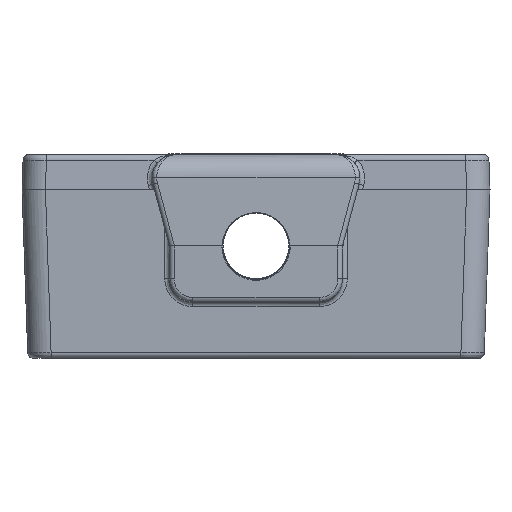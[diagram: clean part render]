
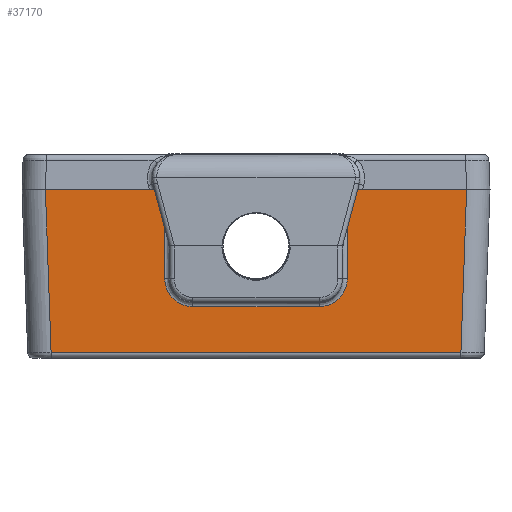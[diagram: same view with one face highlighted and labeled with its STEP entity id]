
A CAD part, left-side view. The second image highlights one B-rep face of the part: STEP entity #37170.
In plain terms, the highlighted planar face has unit normal (-1, 0, -0.018).
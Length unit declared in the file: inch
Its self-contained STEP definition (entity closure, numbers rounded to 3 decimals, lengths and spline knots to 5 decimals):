
#144 = ORIENTED_EDGE ( 'NONE', *, *, #173415, .F. ) ;
#817 = DIRECTION ( 'NONE',  ( 0.017, 0.035, -0.999 ) ) ;
#3797 = VECTOR ( 'NONE', #108225, 39.37008 ) ;
#5764 = ORIENTED_EDGE ( 'NONE', *, *, #209836, .F. ) ;
#11318 = CARTESIAN_POINT ( 'NONE',  ( -2.26417, -0.37677, -0.19816 ) ) ;
#12617 = EDGE_CURVE ( 'NONE', #201727, #39504, #90693, .T. ) ;
#21746 = DIRECTION ( 'NONE',  ( 0., 1., 0. ) ) ;
#24003 = LINE ( 'NONE', #111132, #96781 ) ;
#26554 = CARTESIAN_POINT ( 'NONE',  ( -2.26672, -0.4875, -0.05206 ) ) ;
#28074 = CARTESIAN_POINT ( 'NONE',  ( -2.26637, -0.4875, -0.0717 ) ) ;
#28703 = EDGE_CURVE ( 'NONE', #233227, #119053, #48913, .T. ) ;
#29034 = VECTOR ( 'NONE', #126752, 39.37008 ) ;
#29233 = CARTESIAN_POINT ( 'NONE',  ( -2.2641, -0.35714, -0.20203 ) ) ;
#29945 = CARTESIAN_POINT ( 'NONE',  ( -2.26672, 0.4875, -0.05206 ) ) ;
#34043 = VERTEX_POINT ( 'NONE', #165575 ) ;
#37170 = ADVANCED_FACE ( 'NONE', ( #42261 ), #150795, .F. ) ;
#39169 = LINE ( 'NONE', #111884, #126353 ) ;
#39504 = VERTEX_POINT ( 'NONE', #106992 ) ;
#41713 = VECTOR ( 'NONE', #21746, 39.37008 ) ;
#42261 = FACE_OUTER_BOUND ( 'NONE', #146300, .T. ) ;
#48913 = LINE ( 'NONE', #230235, #163926 ) ;
#51972 = ORIENTED_EDGE ( 'NONE', *, *, #232109, .F. ) ;
#54087 = CARTESIAN_POINT ( 'NONE',  ( -2.275, -1.375, 0.4225 ) ) ;
#54484 = VERTEX_POINT ( 'NONE', #149012 ) ;
#54729 = EDGE_CURVE ( 'NONE', #59046, #164551, #136517, .T. ) ;
#59046 = VERTEX_POINT ( 'NONE', #134578 ) ;
#59789 = DIRECTION ( 'NONE',  ( -0.017, 0.035, 0.999 ) ) ;
#66206 = ORIENTED_EDGE ( 'NONE', *, *, #54729, .F. ) ;
#70424 = CARTESIAN_POINT ( 'NONE',  ( -2.2641, 0.3375, -0.20206 ) ) ;
#71382 = VECTOR ( 'NONE', #817, 39.37008 ) ;
#72386 = LINE ( 'NONE', #104648, #71382 ) ;
#74587 = ORIENTED_EDGE ( 'NONE', *, *, #28703, .F. ) ;
#77752 = LINE ( 'NONE', #185169, #41713 ) ;
#89484 = CARTESIAN_POINT ( 'NONE',  ( -2.26443, 0.41305, -0.18314 ) ) ;
#90693 = B_SPLINE_CURVE_WITH_KNOTS ( 'NONE', 3,
 ( #29945, #103871, #121703, #194517, #106184, #231479, #89484, #105032, #177842, #70424 ),
 .UNSPECIFIED., .F., .F.,
 ( 4, 2, 2, 2, 4 ),
 ( 0., 0.25, 0.5, 0.75, 1. ),
 .UNSPECIFIED. ) ;
#91216 = DIRECTION ( 'NONE',  ( 1., 0., 0.017 ) ) ;
#91614 = CARTESIAN_POINT ( 'NONE',  ( -2.275, -1.125, 0.4225 ) ) ;
#94598 = CARTESIAN_POINT ( 'NONE',  ( -2.25977, 1.0946, -0.44802 ) ) ;
#94721 = ORIENTED_EDGE ( 'NONE', *, *, #116645, .F. ) ;
#96663 = EDGE_CURVE ( 'NONE', #39504, #59046, #184129, .T. ) ;
#96781 = VECTOR ( 'NONE', #59789, 39.37008 ) ;
#101789 = EDGE_CURVE ( 'NONE', #198591, #54484, #194857, .T. ) ;
#103871 = CARTESIAN_POINT ( 'NONE',  ( -2.26637, 0.48746, -0.0717 ) ) ;
#104648 = CARTESIAN_POINT ( 'NONE',  ( -2.25184, -1.07867, -0.90408 ) ) ;
#105032 = CARTESIAN_POINT ( 'NONE',  ( -2.26417, 0.37676, -0.19816 ) ) ;
#106184 = CARTESIAN_POINT ( 'NONE',  ( -2.26511, 0.45743, -0.14423 ) ) ;
#106992 = CARTESIAN_POINT ( 'NONE',  ( -2.2641, 0.3375, -0.20206 ) ) ;
#108225 = DIRECTION ( 'NONE',  ( -0.017, 0., 1. ) ) ;
#111132 = CARTESIAN_POINT ( 'NONE',  ( -2.2598, 1.0946, -0.44802 ) ) ;
#111884 = CARTESIAN_POINT ( 'NONE',  ( -2.25161, 0.4875, -0.91765 ) ) ;
#116645 = EDGE_CURVE ( 'NONE', #139981, #198591, #24003, .T. ) ;
#118652 = CARTESIAN_POINT ( 'NONE',  ( -2.2654, -0.46858, -0.12761 ) ) ;
#119053 = VERTEX_POINT ( 'NONE', #91614 ) ;
#121703 = CARTESIAN_POINT ( 'NONE',  ( -2.26603, 0.4836, -0.09133 ) ) ;
#123336 = CARTESIAN_POINT ( 'NONE',  ( -2.26511, -0.45745, -0.14424 ) ) ;
#126353 = VECTOR ( 'NONE', #222834, 39.37008 ) ;
#126752 = DIRECTION ( 'NONE',  ( 0., -1., 0. ) ) ;
#134578 = CARTESIAN_POINT ( 'NONE',  ( -2.2641, -0.3375, -0.20206 ) ) ;
#136517 = B_SPLINE_CURVE_WITH_KNOTS ( 'NONE', 3,
 ( #160337, #29233, #11318, #177110, #194958, #123336, #118652, #209387, #28074, #211720 ),
 .UNSPECIFIED., .F., .F.,
 ( 4, 2, 2, 2, 4 ),
 ( 0., 0.25, 0.5, 0.75, 1. ),
 .UNSPECIFIED. ) ;
#139981 = VERTEX_POINT ( 'NONE', #94598 ) ;
#144258 = DIRECTION ( 'NONE',  ( 0., -1., 0. ) ) ;
#146300 = EDGE_LOOP ( 'NONE', ( #221981, #94721, #144, #51972, #74587, #5764, #66206, #220118, #229778, #233161 ) ) ;
#149012 = CARTESIAN_POINT ( 'NONE',  ( -2.275, 0.4875, 0.4225 ) ) ;
#150795 = PLANE ( 'NONE',  #193584 ) ;
#160337 = CARTESIAN_POINT ( 'NONE',  ( -2.2641, -0.3375, -0.20206 ) ) ;
#161124 = CARTESIAN_POINT ( 'NONE',  ( -2.275, 1.125, 0.4225 ) ) ;
#163926 = VECTOR ( 'NONE', #144258, 39.37008 ) ;
#164551 = VERTEX_POINT ( 'NONE', #26554 ) ;
#165050 = DIRECTION ( 'NONE',  ( 0., -1., 0. ) ) ;
#165575 = CARTESIAN_POINT ( 'NONE',  ( -2.2598, -1.0946, -0.44802 ) ) ;
#173415 = EDGE_CURVE ( 'NONE', #34043, #139981, #77752, .T. ) ;
#177110 = CARTESIAN_POINT ( 'NONE',  ( -2.26443, -0.41306, -0.18317 ) ) ;
#177842 = CARTESIAN_POINT ( 'NONE',  ( -2.2641, 0.35713, -0.20207 ) ) ;
#181872 = DIRECTION ( 'NONE',  ( 0.017, 0., -1. ) ) ;
#184129 = LINE ( 'NONE', #234281, #225415 ) ;
#185169 = CARTESIAN_POINT ( 'NONE',  ( -2.2598, -0.6875, -0.44802 ) ) ;
#193584 = AXIS2_PLACEMENT_3D ( 'NONE', #205685, #91216, #181872 ) ;
#194517 = CARTESIAN_POINT ( 'NONE',  ( -2.2654, 0.46861, -0.12763 ) ) ;
#194857 = LINE ( 'NONE', #54087, #29034 ) ;
#194958 = CARTESIAN_POINT ( 'NONE',  ( -2.26462, -0.42967, -0.17199 ) ) ;
#195513 = EDGE_CURVE ( 'NONE', #54484, #201727, #39169, .T. ) ;
#198591 = VERTEX_POINT ( 'NONE', #161124 ) ;
#201727 = VERTEX_POINT ( 'NONE', #214761 ) ;
#205685 = CARTESIAN_POINT ( 'NONE',  ( -2.25161, -1.375, -0.91765 ) ) ;
#209387 = CARTESIAN_POINT ( 'NONE',  ( -2.26603, -0.4836, -0.09132 ) ) ;
#209836 = EDGE_CURVE ( 'NONE', #164551, #233227, #216844, .T. ) ;
#211720 = CARTESIAN_POINT ( 'NONE',  ( -2.26672, -0.4875, -0.05206 ) ) ;
#214180 = CARTESIAN_POINT ( 'NONE',  ( -2.275, -0.4875, 0.4225 ) ) ;
#214761 = CARTESIAN_POINT ( 'NONE',  ( -2.26672, 0.4875, -0.05206 ) ) ;
#216844 = LINE ( 'NONE', #220381, #3797 ) ;
#220118 = ORIENTED_EDGE ( 'NONE', *, *, #96663, .F. ) ;
#220381 = CARTESIAN_POINT ( 'NONE',  ( -2.25161, -0.4875, -0.91765 ) ) ;
#221981 = ORIENTED_EDGE ( 'NONE', *, *, #101789, .F. ) ;
#222834 = DIRECTION ( 'NONE',  ( 0.017, 0., -1. ) ) ;
#225415 = VECTOR ( 'NONE', #165050, 39.37008 ) ;
#229778 = ORIENTED_EDGE ( 'NONE', *, *, #12617, .F. ) ;
#230235 = CARTESIAN_POINT ( 'NONE',  ( -2.275, -1.375, 0.4225 ) ) ;
#231479 = CARTESIAN_POINT ( 'NONE',  ( -2.26462, 0.42968, -0.17202 ) ) ;
#232109 = EDGE_CURVE ( 'NONE', #119053, #34043, #72386, .T. ) ;
#233161 = ORIENTED_EDGE ( 'NONE', *, *, #195513, .F. ) ;
#233227 = VERTEX_POINT ( 'NONE', #214180 ) ;
#234281 = CARTESIAN_POINT ( 'NONE',  ( -2.2641, -1.375, -0.20206 ) ) ;
